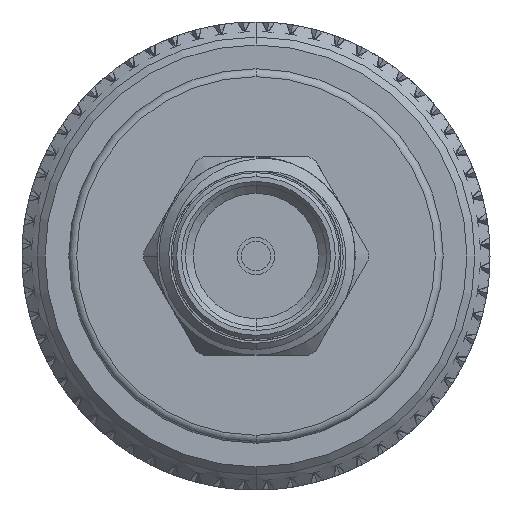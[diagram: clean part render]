
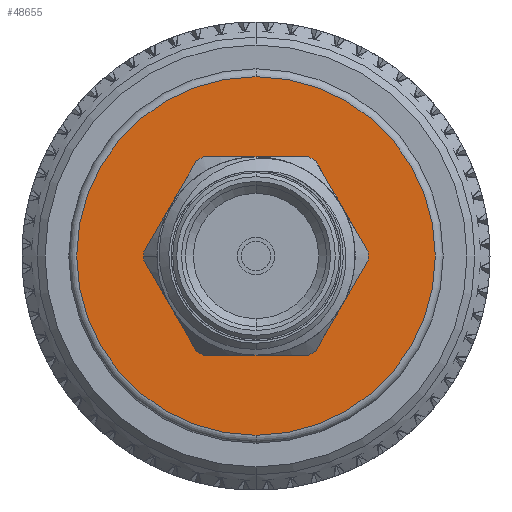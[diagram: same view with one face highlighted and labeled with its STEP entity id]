
A CAD part, left-side view. The second image highlights one B-rep face of the part: STEP entity #48655.
In plain terms, the highlighted face is planar.
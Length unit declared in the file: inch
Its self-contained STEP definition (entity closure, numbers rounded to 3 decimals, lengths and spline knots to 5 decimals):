
#4587 = ORIENTED_EDGE ( 'NONE', *, *, #85021, .T. ) ;
#5768 = CARTESIAN_POINT ( 'NONE',  ( 0.6265, 0., -0.10325 ) ) ;
#8426 = DIRECTION ( 'NONE',  ( 0., 0., -1. ) ) ;
#10788 = VERTEX_POINT ( 'NONE', #77753 ) ;
#11615 = AXIS2_PLACEMENT_3D ( 'NONE', #51528, #58970, #8426 ) ;
#14559 = ORIENTED_EDGE ( 'NONE', *, *, #54916, .T. ) ;
#17471 = PLANE ( 'NONE',  #83174 ) ;
#17622 = CIRCLE ( 'NONE', #11615, 0.226 ) ;
#18954 = DIRECTION ( 'NONE',  ( 0., 0., -1. ) ) ;
#19401 = CARTESIAN_POINT ( 'NONE',  ( 0.6265, 0., 0. ) ) ;
#23913 = DIRECTION ( 'NONE',  ( 0., 0., -1. ) ) ;
#26185 = DIRECTION ( 'NONE',  ( -1., 0., 0. ) ) ;
#27137 = DIRECTION ( 'NONE',  ( 0., 0., -1. ) ) ;
#27979 = DIRECTION ( 'NONE',  ( 0., 0., -1. ) ) ;
#28304 = ORIENTED_EDGE ( 'NONE', *, *, #49087, .T. ) ;
#30830 = AXIS2_PLACEMENT_3D ( 'NONE', #93332, #48516, #18954 ) ;
#30878 = FACE_BOUND ( 'NONE', #63340, .T. ) ;
#33651 = AXIS2_PLACEMENT_3D ( 'NONE', #63525, #26185, #27137 ) ;
#38614 = VERTEX_POINT ( 'NONE', #88619 ) ;
#41743 = CARTESIAN_POINT ( 'NONE',  ( 0.6265, 0., 0. ) ) ;
#48516 = DIRECTION ( 'NONE',  ( -1., 0., 0. ) ) ;
#48655 = ADVANCED_FACE ( 'NONE', ( #30878, #65451 ), #17471, .T. ) ;
#49087 = EDGE_CURVE ( 'NONE', #10788, #59306, #71136, .T. ) ;
#49506 = DIRECTION ( 'NONE',  ( 1., 0., 0. ) ) ;
#51528 = CARTESIAN_POINT ( 'NONE',  ( 0.6265, 0., 0. ) ) ;
#54916 = EDGE_CURVE ( 'NONE', #55219, #38614, #17622, .T. ) ;
#55219 = VERTEX_POINT ( 'NONE', #72731 ) ;
#55441 = CIRCLE ( 'NONE', #88130, 0.226 ) ;
#58970 = DIRECTION ( 'NONE',  ( 1., 0., 0. ) ) ;
#59306 = VERTEX_POINT ( 'NONE', #5768 ) ;
#63340 = EDGE_LOOP ( 'NONE', ( #93176, #28304 ) ) ;
#63525 = CARTESIAN_POINT ( 'NONE',  ( 0.6265, 0., 0. ) ) ;
#65451 = FACE_OUTER_BOUND ( 'NONE', #81508, .T. ) ;
#68673 = DIRECTION ( 'NONE',  ( 1., 0., 0. ) ) ;
#71136 = CIRCLE ( 'NONE', #30830, 0.10325 ) ;
#72731 = CARTESIAN_POINT ( 'NONE',  ( 0.6265, 0., 0.226 ) ) ;
#77753 = CARTESIAN_POINT ( 'NONE',  ( 0.6265, 0., 0.10325 ) ) ;
#81508 = EDGE_LOOP ( 'NONE', ( #4587, #14559 ) ) ;
#83174 = AXIS2_PLACEMENT_3D ( 'NONE', #19401, #68673, #23913 ) ;
#85021 = EDGE_CURVE ( 'NONE', #38614, #55219, #55441, .T. ) ;
#88130 = AXIS2_PLACEMENT_3D ( 'NONE', #41743, #49506, #27979 ) ;
#88619 = CARTESIAN_POINT ( 'NONE',  ( 0.6265, 0., -0.226 ) ) ;
#92727 = CIRCLE ( 'NONE', #33651, 0.10325 ) ;
#93176 = ORIENTED_EDGE ( 'NONE', *, *, #95455, .T. ) ;
#93332 = CARTESIAN_POINT ( 'NONE',  ( 0.6265, 0., 0. ) ) ;
#95455 = EDGE_CURVE ( 'NONE', #59306, #10788, #92727, .T. ) ;
